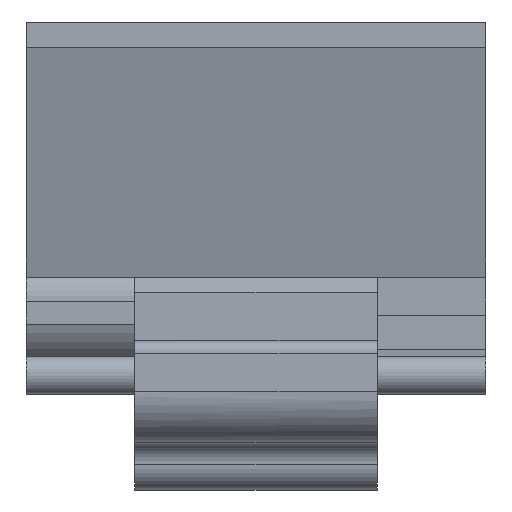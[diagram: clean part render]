
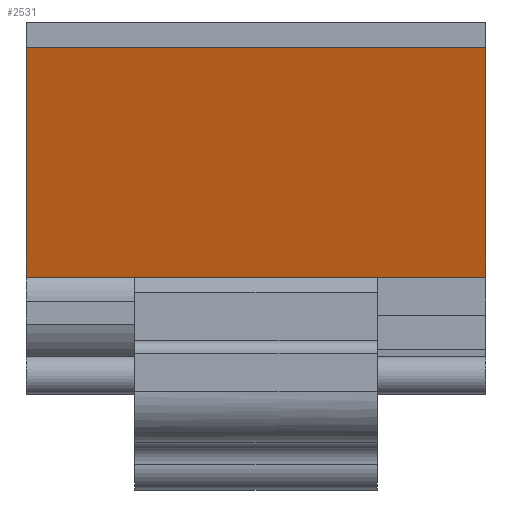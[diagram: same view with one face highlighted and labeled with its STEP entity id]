
A CAD part, front view. The second image highlights one B-rep face of the part: STEP entity #2531.
In plain terms, the highlighted planar face has unit normal (0, -0.966, -0.259).
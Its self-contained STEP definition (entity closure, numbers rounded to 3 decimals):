
#2523=AXIS2_PLACEMENT_3D('Plane Axis2P3D',#2520,#2521,#2522) ;
#1506=CARTESIAN_POINT('Vertex',(18.,0.,17.35)) ;
#1509=CARTESIAN_POINT('Line Origine',(18.,1.206,12.85)) ;
#1513=CARTESIAN_POINT('Vertex',(18.,2.412,8.35)) ;
#1688=CARTESIAN_POINT('Vertex',(0.,2.412,8.35)) ;
#1691=CARTESIAN_POINT('Line Origine',(9.,2.412,8.35)) ;
#1782=CARTESIAN_POINT('Line Origine',(0.,1.206,12.85)) ;
#1786=CARTESIAN_POINT('Vertex',(0.,0.,17.35)) ;
#2502=CARTESIAN_POINT('Line Origine',(9.,0.,17.35)) ;
#2520=CARTESIAN_POINT('Axis2P3D Location',(9.,0.,17.35)) ;
#1510=DIRECTION('Vector Direction',(0.,0.259,-0.966)) ;
#1692=DIRECTION('Vector Direction',(1.,0.,0.)) ;
#1783=DIRECTION('Vector Direction',(0.,0.259,-0.966)) ;
#2503=DIRECTION('Vector Direction',(1.,0.,0.)) ;
#2521=DIRECTION('Axis2P3D Direction',(0.,-0.966,-0.259)) ;
#2522=DIRECTION('Axis2P3D XDirection',(0.,0.259,-0.966)) ;
#1511=VECTOR('Line Direction',#1510,1.) ;
#1693=VECTOR('Line Direction',#1692,1.) ;
#1784=VECTOR('Line Direction',#1783,1.) ;
#2504=VECTOR('Line Direction',#2503,1.) ;
#2526=ORIENTED_EDGE('',*,*,#1788,.T.) ;
#2527=ORIENTED_EDGE('',*,*,#1695,.T.) ;
#2528=ORIENTED_EDGE('',*,*,#1515,.F.) ;
#2529=ORIENTED_EDGE('',*,*,#2506,.F.) ;
#2531=ADVANCED_FACE('V1',(#2530),#2524,.T.) ;
#1515=EDGE_CURVE('',#1507,#1514,#1512,.T.) ;
#1695=EDGE_CURVE('',#1689,#1514,#1694,.T.) ;
#1788=EDGE_CURVE('',#1787,#1689,#1785,.T.) ;
#2506=EDGE_CURVE('',#1787,#1507,#2505,.T.) ;
#2525=EDGE_LOOP('',(#2526,#2527,#2528,#2529)) ;
#2530=FACE_OUTER_BOUND('',#2525,.T.) ;
#1512=LINE('Line',#1509,#1511) ;
#1694=LINE('Line',#1691,#1693) ;
#1785=LINE('Line',#1782,#1784) ;
#2505=LINE('Line',#2502,#2504) ;
#2524=PLANE('',#2523) ;
#1507=VERTEX_POINT('',#1506) ;
#1514=VERTEX_POINT('',#1513) ;
#1689=VERTEX_POINT('',#1688) ;
#1787=VERTEX_POINT('',#1786) ;
